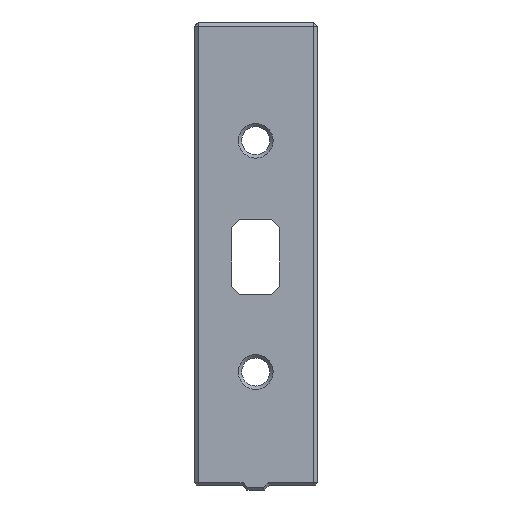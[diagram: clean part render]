
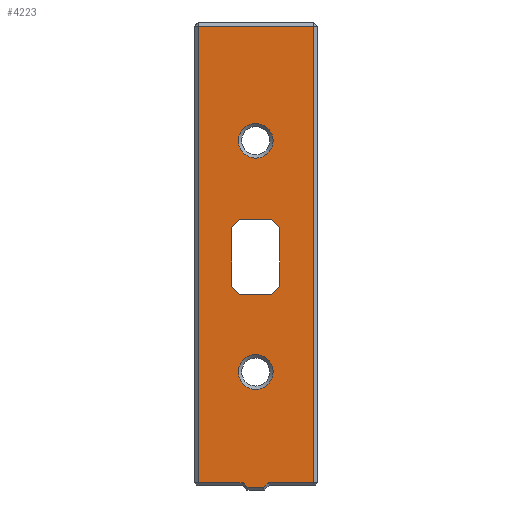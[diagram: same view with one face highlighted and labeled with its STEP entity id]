
A CAD part, front view. The second image highlights one B-rep face of the part: STEP entity #4223.
In plain terms, the highlighted planar face has unit normal (0, -1, 0).
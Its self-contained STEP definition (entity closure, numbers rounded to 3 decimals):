
#71=FACE_BOUND('',#378,.T.);
#72=FACE_BOUND('',#379,.T.);
#73=FACE_BOUND('',#380,.T.);
#83=CIRCLE('',#4474,2.1);
#84=CIRCLE('',#4475,2.1);
#130=FACE_OUTER_BOUND('',#377,.T.);
#377=EDGE_LOOP('',(#2837,#2838,#2839,#2840,#2841,#2842,#2843,#2844));
#378=EDGE_LOOP('',(#2845));
#379=EDGE_LOOP('',(#2846));
#380=EDGE_LOOP('',(#2847,#2848,#2849,#2850,#2851,#2852,#2853,#2854));
#702=LINE('',#6060,#1266);
#703=LINE('',#6062,#1267);
#704=LINE('',#6064,#1268);
#705=LINE('',#6066,#1269);
#706=LINE('',#6068,#1270);
#707=LINE('',#6070,#1271);
#708=LINE('',#6072,#1272);
#709=LINE('',#6073,#1273);
#710=LINE('',#6080,#1274);
#711=LINE('',#6082,#1275);
#712=LINE('',#6084,#1276);
#713=LINE('',#6086,#1277);
#714=LINE('',#6088,#1278);
#715=LINE('',#6090,#1279);
#716=LINE('',#6092,#1280);
#717=LINE('',#6093,#1281);
#1266=VECTOR('',#4849,55.106);
#1267=VECTOR('',#4850,5.384);
#1268=VECTOR('',#4851,0.849);
#1269=VECTOR('',#4852,1.851);
#1270=VECTOR('',#4853,0.849);
#1271=VECTOR('',#4854,5.464);
#1272=VECTOR('',#4855,55.106);
#1273=VECTOR('',#4856,13.9);
#1274=VECTOR('',#4861,7.074);
#1275=VECTOR('',#4862,1.414);
#1276=VECTOR('',#4863,3.851);
#1277=VECTOR('',#4864,1.414);
#1278=VECTOR('',#4865,7.074);
#1279=VECTOR('',#4866,1.414);
#1280=VECTOR('',#4867,3.851);
#1281=VECTOR('',#4868,1.414);
#1830=VERTEX_POINT('',#6058);
#1831=VERTEX_POINT('',#6059);
#1832=VERTEX_POINT('',#6061);
#1833=VERTEX_POINT('',#6063);
#1834=VERTEX_POINT('',#6065);
#1835=VERTEX_POINT('',#6067);
#1836=VERTEX_POINT('',#6069);
#1837=VERTEX_POINT('',#6071);
#1838=VERTEX_POINT('',#6074);
#1839=VERTEX_POINT('',#6076);
#1840=VERTEX_POINT('',#6078);
#1841=VERTEX_POINT('',#6079);
#1842=VERTEX_POINT('',#6081);
#1843=VERTEX_POINT('',#6083);
#1844=VERTEX_POINT('',#6085);
#1845=VERTEX_POINT('',#6087);
#1846=VERTEX_POINT('',#6089);
#1847=VERTEX_POINT('',#6091);
#2210=EDGE_CURVE('',#1830,#1831,#702,.T.);
#2211=EDGE_CURVE('',#1830,#1832,#703,.T.);
#2212=EDGE_CURVE('',#1832,#1833,#704,.T.);
#2213=EDGE_CURVE('',#1833,#1834,#705,.T.);
#2214=EDGE_CURVE('',#1834,#1835,#706,.T.);
#2215=EDGE_CURVE('',#1835,#1836,#707,.T.);
#2216=EDGE_CURVE('',#1837,#1836,#708,.T.);
#2217=EDGE_CURVE('',#1831,#1837,#709,.T.);
#2218=EDGE_CURVE('',#1838,#1838,#83,.T.);
#2219=EDGE_CURVE('',#1839,#1839,#84,.T.);
#2220=EDGE_CURVE('',#1840,#1841,#710,.T.);
#2221=EDGE_CURVE('',#1842,#1841,#711,.T.);
#2222=EDGE_CURVE('',#1843,#1842,#712,.T.);
#2223=EDGE_CURVE('',#1844,#1843,#713,.T.);
#2224=EDGE_CURVE('',#1844,#1845,#714,.T.);
#2225=EDGE_CURVE('',#1846,#1845,#715,.T.);
#2226=EDGE_CURVE('',#1847,#1846,#716,.T.);
#2227=EDGE_CURVE('',#1840,#1847,#717,.T.);
#2837=ORIENTED_EDGE('',*,*,#2210,.F.);
#2838=ORIENTED_EDGE('',*,*,#2211,.T.);
#2839=ORIENTED_EDGE('',*,*,#2212,.T.);
#2840=ORIENTED_EDGE('',*,*,#2213,.T.);
#2841=ORIENTED_EDGE('',*,*,#2214,.T.);
#2842=ORIENTED_EDGE('',*,*,#2215,.T.);
#2843=ORIENTED_EDGE('',*,*,#2216,.F.);
#2844=ORIENTED_EDGE('',*,*,#2217,.F.);
#2845=ORIENTED_EDGE('',*,*,#2218,.F.);
#2846=ORIENTED_EDGE('',*,*,#2219,.F.);
#2847=ORIENTED_EDGE('',*,*,#2220,.T.);
#2848=ORIENTED_EDGE('',*,*,#2221,.F.);
#2849=ORIENTED_EDGE('',*,*,#2222,.F.);
#2850=ORIENTED_EDGE('',*,*,#2223,.F.);
#2851=ORIENTED_EDGE('',*,*,#2224,.T.);
#2852=ORIENTED_EDGE('',*,*,#2225,.F.);
#2853=ORIENTED_EDGE('',*,*,#2226,.F.);
#2854=ORIENTED_EDGE('',*,*,#2227,.F.);
#4014=PLANE('',#4473);
#4223=ADVANCED_FACE('',(#130,#71,#72,#73),#4014,.F.);
#4473=AXIS2_PLACEMENT_3D('',#6057,#4847,#4848);
#4474=AXIS2_PLACEMENT_3D('',#6075,#4857,#4858);
#4475=AXIS2_PLACEMENT_3D('',#6077,#4859,#4860);
#4847=DIRECTION('center_axis',(0.,1.,0.));
#4848=DIRECTION('ref_axis',(-1.,0.,0.));
#4849=DIRECTION('',(0.,0.,1.));
#4850=DIRECTION('',(1.,0.,0.));
#4851=DIRECTION('',(0.707,0.,-0.707));
#4852=DIRECTION('',(1.,0.,0.));
#4853=DIRECTION('',(0.707,0.,0.707));
#4854=DIRECTION('',(1.,0.,0.));
#4855=DIRECTION('',(0.,0.,-1.));
#4856=DIRECTION('',(1.,0.,0.));
#4857=DIRECTION('center_axis',(0.,-1.,0.));
#4858=DIRECTION('ref_axis',(0.,0.,-1.));
#4859=DIRECTION('center_axis',(0.,-1.,0.));
#4860=DIRECTION('ref_axis',(0.,0.,-1.));
#4861=DIRECTION('',(0.,0.,1.));
#4862=DIRECTION('',(-0.707,0.,-0.707));
#4863=DIRECTION('',(-1.,0.,0.));
#4864=DIRECTION('',(-0.707,0.,0.707));
#4865=DIRECTION('',(0.,0.,-1.));
#4866=DIRECTION('',(0.707,0.,0.707));
#4867=DIRECTION('',(1.,0.,0.));
#4868=DIRECTION('',(0.707,0.,-0.707));
#6057=CARTESIAN_POINT('Origin',(103.,-113.95,33.408));
#6058=CARTESIAN_POINT('',(100.6,-113.95,63.35));
#6059=CARTESIAN_POINT('',(100.6,-113.95,118.456));
#6060=CARTESIAN_POINT('',(100.6,-113.95,63.35));
#6061=CARTESIAN_POINT('',(105.984,-113.95,63.35));
#6062=CARTESIAN_POINT('',(100.6,-113.95,63.35));
#6063=CARTESIAN_POINT('',(106.584,-113.95,62.75));
#6064=CARTESIAN_POINT('',(105.984,-113.95,63.35));
#6065=CARTESIAN_POINT('',(108.436,-113.95,62.75));
#6066=CARTESIAN_POINT('',(106.584,-113.95,62.75));
#6067=CARTESIAN_POINT('',(109.036,-113.95,63.35));
#6068=CARTESIAN_POINT('',(108.436,-113.95,62.75));
#6069=CARTESIAN_POINT('',(114.5,-113.95,63.35));
#6070=CARTESIAN_POINT('',(109.036,-113.95,63.35));
#6071=CARTESIAN_POINT('',(114.5,-113.95,118.456));
#6072=CARTESIAN_POINT('',(114.5,-113.95,118.456));
#6073=CARTESIAN_POINT('',(100.6,-113.95,118.456));
#6074=CARTESIAN_POINT('',(109.618,-113.95,76.7));
#6075=CARTESIAN_POINT('Origin',(107.518,-113.95,76.7));
#6076=CARTESIAN_POINT('',(109.618,-113.95,104.617));
#6077=CARTESIAN_POINT('Origin',(107.518,-113.95,104.617));
#6078=CARTESIAN_POINT('',(104.592,-113.95,87.05));
#6079=CARTESIAN_POINT('',(104.592,-113.95,94.124));
#6080=CARTESIAN_POINT('',(104.592,-113.95,87.05));
#6081=CARTESIAN_POINT('',(105.592,-113.95,95.124));
#6082=CARTESIAN_POINT('',(105.592,-113.95,95.124));
#6083=CARTESIAN_POINT('',(109.443,-113.95,95.124));
#6084=CARTESIAN_POINT('',(109.443,-113.95,95.124));
#6085=CARTESIAN_POINT('',(110.443,-113.95,94.124));
#6086=CARTESIAN_POINT('',(110.443,-113.95,94.124));
#6087=CARTESIAN_POINT('',(110.443,-113.95,87.05));
#6088=CARTESIAN_POINT('',(110.443,-113.95,94.124));
#6089=CARTESIAN_POINT('',(109.443,-113.95,86.05));
#6090=CARTESIAN_POINT('',(109.443,-113.95,86.05));
#6091=CARTESIAN_POINT('',(105.592,-113.95,86.05));
#6092=CARTESIAN_POINT('',(105.592,-113.95,86.05));
#6093=CARTESIAN_POINT('',(104.592,-113.95,87.05));
